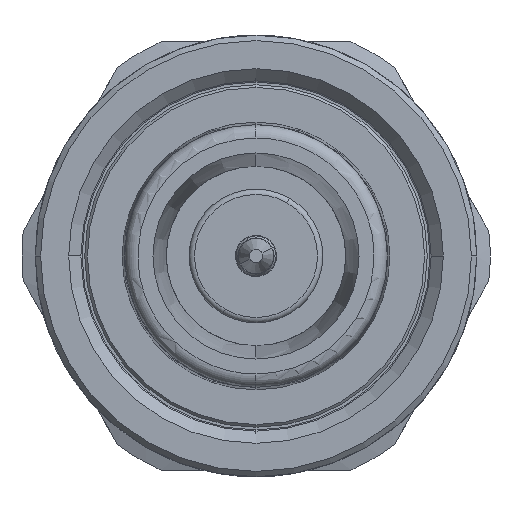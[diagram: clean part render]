
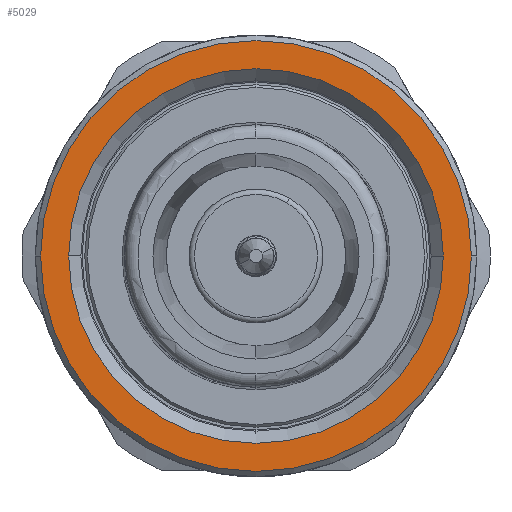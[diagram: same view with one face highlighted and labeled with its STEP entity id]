
A CAD part, left-side view. The second image highlights one B-rep face of the part: STEP entity #5029.
In plain terms, the highlighted planar face has unit normal (-1, 0, 0).
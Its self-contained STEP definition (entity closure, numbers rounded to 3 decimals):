
#23 = ORIENTED_EDGE ( 'NONE', *, *, #4673, .F. ) ;
#41 = FACE_BOUND ( 'NONE', #1821, .T. ) ;
#104 = CARTESIAN_POINT ( 'NONE',  ( 0., -8.05, 0. ) ) ;
#468 = CIRCLE ( 'NONE', #6406, 8.05 ) ;
#519 = DIRECTION ( 'NONE',  ( -1., 0., 0. ) ) ;
#530 = ORIENTED_EDGE ( 'NONE', *, *, #4609, .F. ) ;
#609 = ORIENTED_EDGE ( 'NONE', *, *, #2558, .T. ) ;
#623 = CARTESIAN_POINT ( 'NONE',  ( 0., 7., 0. ) ) ;
#657 = FACE_OUTER_BOUND ( 'NONE', #2706, .T. ) ;
#919 = CIRCLE ( 'NONE', #3464, 7. ) ;
#1120 = AXIS2_PLACEMENT_3D ( 'NONE', #3857, #4499, #2836 ) ;
#1330 = VERTEX_POINT ( 'NONE', #104 ) ;
#1512 = AXIS2_PLACEMENT_3D ( 'NONE', #623, #519, #2795 ) ;
#1525 = DIRECTION ( 'NONE',  ( 0., -1., 0. ) ) ;
#1729 = AXIS2_PLACEMENT_3D ( 'NONE', #2137, #5960, #4362 ) ;
#1821 = EDGE_LOOP ( 'NONE', ( #2371, #609 ) ) ;
#1910 = CARTESIAN_POINT ( 'NONE',  ( 0., -7., 0. ) ) ;
#2044 = VERTEX_POINT ( 'NONE', #6946 ) ;
#2137 = CARTESIAN_POINT ( 'NONE',  ( 0., 0., 0. ) ) ;
#2371 = ORIENTED_EDGE ( 'NONE', *, *, #5311, .T. ) ;
#2558 = EDGE_CURVE ( 'NONE', #2044, #5635, #4254, .T. ) ;
#2693 = DIRECTION ( 'NONE',  ( 1., 0., 0. ) ) ;
#2706 = EDGE_LOOP ( 'NONE', ( #530, #23 ) ) ;
#2795 = DIRECTION ( 'NONE',  ( 0., 0., 1. ) ) ;
#2836 = DIRECTION ( 'NONE',  ( 0., -1., 0. ) ) ;
#3242 = DIRECTION ( 'NONE',  ( 0., 1., 0. ) ) ;
#3439 = CARTESIAN_POINT ( 'NONE',  ( 0., 0., 0. ) ) ;
#3464 = AXIS2_PLACEMENT_3D ( 'NONE', #3439, #3512, #1525 ) ;
#3512 = DIRECTION ( 'NONE',  ( 1., 0., 0. ) ) ;
#3857 = CARTESIAN_POINT ( 'NONE',  ( 0., 0., 0. ) ) ;
#4254 = CIRCLE ( 'NONE', #1120, 7. ) ;
#4362 = DIRECTION ( 'NONE',  ( 0., 1., 0. ) ) ;
#4499 = DIRECTION ( 'NONE',  ( 1., 0., 0. ) ) ;
#4609 = EDGE_CURVE ( 'NONE', #5486, #1330, #468, .T. ) ;
#4673 = EDGE_CURVE ( 'NONE', #1330, #5486, #6736, .T. ) ;
#5029 = ADVANCED_FACE ( 'NONE', ( #657, #41 ), #6667, .T. ) ;
#5311 = EDGE_CURVE ( 'NONE', #5635, #2044, #919, .T. ) ;
#5486 = VERTEX_POINT ( 'NONE', #6955 ) ;
#5635 = VERTEX_POINT ( 'NONE', #1910 ) ;
#5960 = DIRECTION ( 'NONE',  ( 1., 0., 0. ) ) ;
#6406 = AXIS2_PLACEMENT_3D ( 'NONE', #6467, #2693, #3242 ) ;
#6467 = CARTESIAN_POINT ( 'NONE',  ( 0., 0., 0. ) ) ;
#6667 = PLANE ( 'NONE',  #1512 ) ;
#6736 = CIRCLE ( 'NONE', #1729, 8.05 ) ;
#6946 = CARTESIAN_POINT ( 'NONE',  ( 0., 7., 0. ) ) ;
#6955 = CARTESIAN_POINT ( 'NONE',  ( 0., 8.05, 0. ) ) ;
